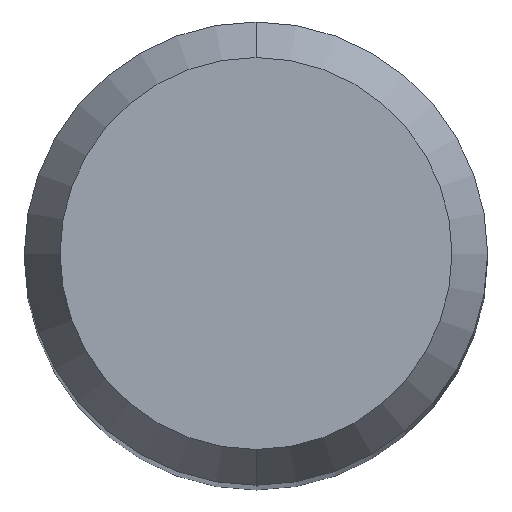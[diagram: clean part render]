
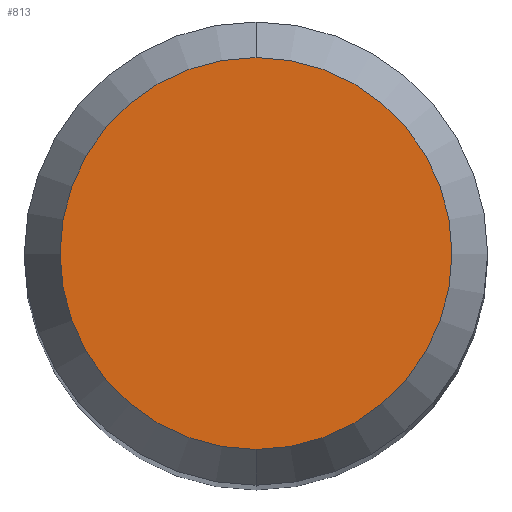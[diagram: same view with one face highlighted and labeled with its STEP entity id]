
A CAD part, top view. The second image highlights one B-rep face of the part: STEP entity #813.
In plain terms, the highlighted planar face has unit normal (0, 0, 1).
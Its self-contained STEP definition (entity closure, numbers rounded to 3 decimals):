
#769=VERTEX_POINT('',#1568);
#813=ADVANCED_FACE('',(#1614),#1615,.T.);
#899=EDGE_CURVE('',#901,#769,#1712,.T.);
#901=VERTEX_POINT('',#1714);
#1127=EDGE_CURVE('',#769,#901,#1957,.T.);
#1568=CARTESIAN_POINT('',(0.0,2.538,0.0));
#1614=FACE_OUTER_BOUND('',#6810,.T.);
#1615=PLANE('',#6811);
#1712=CIRCLE('',#7666,2.538);
#1714=CARTESIAN_POINT('',(0.,-2.538,0.0));
#1957=CIRCLE('',#8994,2.538);
#6810=EDGE_LOOP('',(#9831,#9832));
#6811=AXIS2_PLACEMENT_3D('',#9833,#9834,#9835);
#7666=AXIS2_PLACEMENT_3D('',#9985,#9986,#9987);
#8994=AXIS2_PLACEMENT_3D('',#10244,#10245,#10246);
#9831=ORIENTED_EDGE('',*,*,#1127,.F.);
#9832=ORIENTED_EDGE('',*,*,#899,.F.);
#9833=CARTESIAN_POINT('',(0.0,1.269,0.0));
#9834=DIRECTION('',(-0.0,0.0,1.0));
#9835=DIRECTION('',(0.0,-1.0,0.0));
#9985=CARTESIAN_POINT('',(0.0,0.0,0.0));
#9986=DIRECTION('',(0.0,0.0,-1.0));
#9987=DIRECTION('',(0.0,1.0,0.0));
#10244=CARTESIAN_POINT('',(0.0,0.0,0.0));
#10245=DIRECTION('',(0.0,0.0,-1.0));
#10246=DIRECTION('',(0.0,1.0,0.0));
